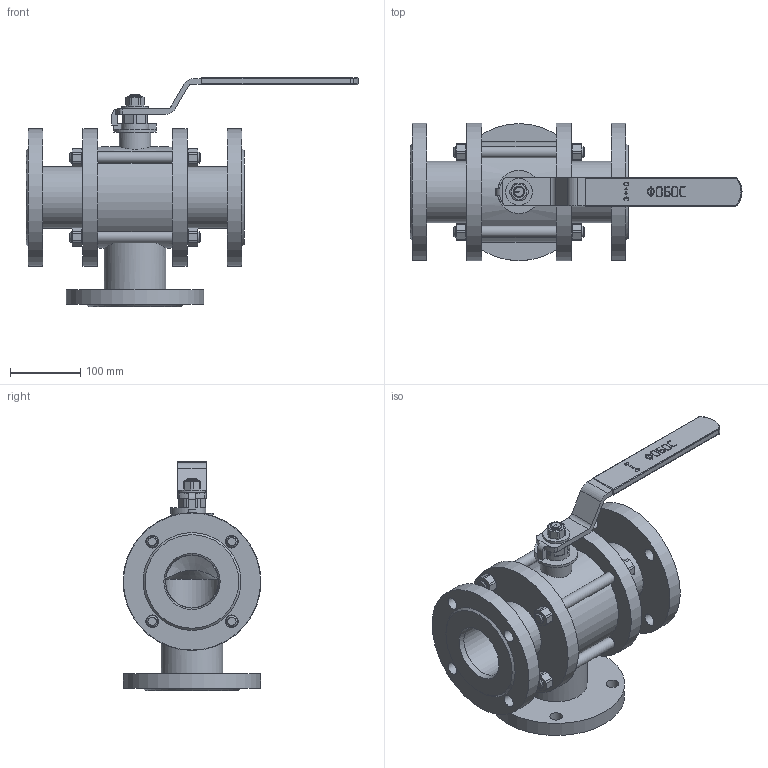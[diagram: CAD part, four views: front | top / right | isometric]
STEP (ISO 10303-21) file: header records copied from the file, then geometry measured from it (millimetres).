
FILE_DESCRIPTION(/* description */ (''),/* implementation_level */ '2;1');
FILE_NAME(/* name */ '39.040 080.000_pravka_1.stp',/* time_stamp */ '2016-02-24T12:02:37+04:00',/* author */ (''),/* organization */ (''),/* preprocessor_version */ 'ST-DEVELOPER v15',/* originating_system */ 'SIEMENS PLM Software NX 8.5',/* authorisation */ '');
FILE_SCHEMA (('CONFIG_CONTROL_DESIGN'));
Length unit declared in the file: millimetre
Products named in the file (1): 39.040 080.000_pravka_1
Bounding box: 472 x 196 x 325.6 mm (x, y, z)
Volume: 4569068.4 mm3; surface area: 586568.6 mm2
Topology: 1 solids, 3 shells, 363 faces, 877 edges, 575 vertices
Faces by surface type: plane 166, cylinder 143, cone 22, bspline 10, extrusion 10, torus 9, sphere 3
Full cylindrical faces by diameter (mm): 16 x9, 18 x12, 20 x8, 38 x1, 45 x1, 61 x1, 75 x2, 76 x3, 88 x3, 195 x3, 196 x2
Entity records: 11457 total; most frequent: CARTESIAN_POINT 3083, DIRECTION 1757, ORIENTED_EDGE 1564, EDGE_CURVE 782, AXIS2_PLACEMENT_3D 677, VERTEX_POINT 551, EDGE_LOOP 517, VECTOR 403
